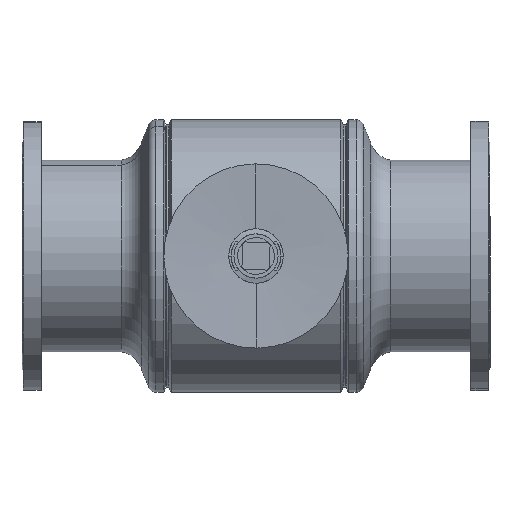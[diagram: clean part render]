
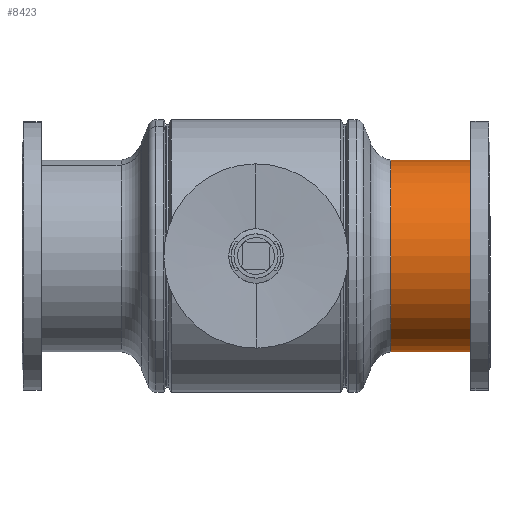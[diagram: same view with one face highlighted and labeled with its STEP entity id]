
A CAD part, front view. The second image highlights one B-rep face of the part: STEP entity #8423.
In plain terms, the highlighted cylindrical face has radius 260 mm (diameter 520 mm), a partial arc.
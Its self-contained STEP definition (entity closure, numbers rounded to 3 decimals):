
#564 = DIRECTION ( 'NONE',  ( 0., 0., -1. ) ) ;
#686 = CARTESIAN_POINT ( 'NONE',  ( 0., 0., 0. ) ) ;
#1263 = DIRECTION ( 'NONE',  ( 0., -1., 0. ) ) ;
#2030 = CARTESIAN_POINT ( 'NONE',  ( 0., -291.036, 260. ) ) ;
#2068 = CIRCLE ( 'NONE', #8491, 260. ) ;
#2244 = CARTESIAN_POINT ( 'NONE',  ( 0., -25.751, 0. ) ) ;
#2421 = CIRCLE ( 'NONE', #8686, 260. ) ;
#2620 = CARTESIAN_POINT ( 'NONE',  ( 0., -291.036, -260. ) ) ;
#2794 = AXIS2_PLACEMENT_3D ( 'NONE', #686, #3382, #6834 ) ;
#3360 = EDGE_LOOP ( 'NONE', ( #11040, #10343, #8008, #9523 ) ) ;
#3382 = DIRECTION ( 'NONE',  ( 0., -1., 0. ) ) ;
#4009 = VECTOR ( 'NONE', #5039, 1000. ) ;
#4121 = VERTEX_POINT ( 'NONE', #2030 ) ;
#4198 = CARTESIAN_POINT ( 'NONE',  ( 0., -291.036, 0. ) ) ;
#4337 = EDGE_CURVE ( 'NONE', #7698, #4121, #5566, .T. ) ;
#5005 = VERTEX_POINT ( 'NONE', #10112 ) ;
#5039 = DIRECTION ( 'NONE',  ( 0., -1., 0. ) ) ;
#5250 = DIRECTION ( 'NONE',  ( 0., -1., 0. ) ) ;
#5566 = LINE ( 'NONE', #6402, #11068 ) ;
#5949 = LINE ( 'NONE', #6799, #4009 ) ;
#6402 = CARTESIAN_POINT ( 'NONE',  ( 0., 0., 260. ) ) ;
#6799 = CARTESIAN_POINT ( 'NONE',  ( 0., 0., -260. ) ) ;
#6834 = DIRECTION ( 'NONE',  ( 0., 0., -1. ) ) ;
#7698 = VERTEX_POINT ( 'NONE', #10800 ) ;
#7708 = DIRECTION ( 'NONE',  ( 0., 0., -1. ) ) ;
#7771 = CYLINDRICAL_SURFACE ( 'NONE', #2794, 260. ) ;
#8008 = ORIENTED_EDGE ( 'NONE', *, *, #8108, .T. ) ;
#8108 = EDGE_CURVE ( 'NONE', #5005, #8303, #5949, .T. ) ;
#8303 = VERTEX_POINT ( 'NONE', #2620 ) ;
#8423 = ADVANCED_FACE ( 'NONE', ( #9554 ), #7771, .T. ) ;
#8491 = AXIS2_PLACEMENT_3D ( 'NONE', #2244, #1263, #564 ) ;
#8686 = AXIS2_PLACEMENT_3D ( 'NONE', #4198, #5250, #7708 ) ;
#9523 = ORIENTED_EDGE ( 'NONE', *, *, #9980, .F. ) ;
#9554 = FACE_OUTER_BOUND ( 'NONE', #3360, .T. ) ;
#9980 = EDGE_CURVE ( 'NONE', #4121, #8303, #2421, .T. ) ;
#10112 = CARTESIAN_POINT ( 'NONE',  ( 0., -25.751, -260. ) ) ;
#10318 = EDGE_CURVE ( 'NONE', #7698, #5005, #2068, .T. ) ;
#10343 = ORIENTED_EDGE ( 'NONE', *, *, #10318, .T. ) ;
#10785 = DIRECTION ( 'NONE',  ( 0., -1., 0. ) ) ;
#10800 = CARTESIAN_POINT ( 'NONE',  ( 0., -25.751, 260. ) ) ;
#11040 = ORIENTED_EDGE ( 'NONE', *, *, #4337, .F. ) ;
#11068 = VECTOR ( 'NONE', #10785, 1000. ) ;
